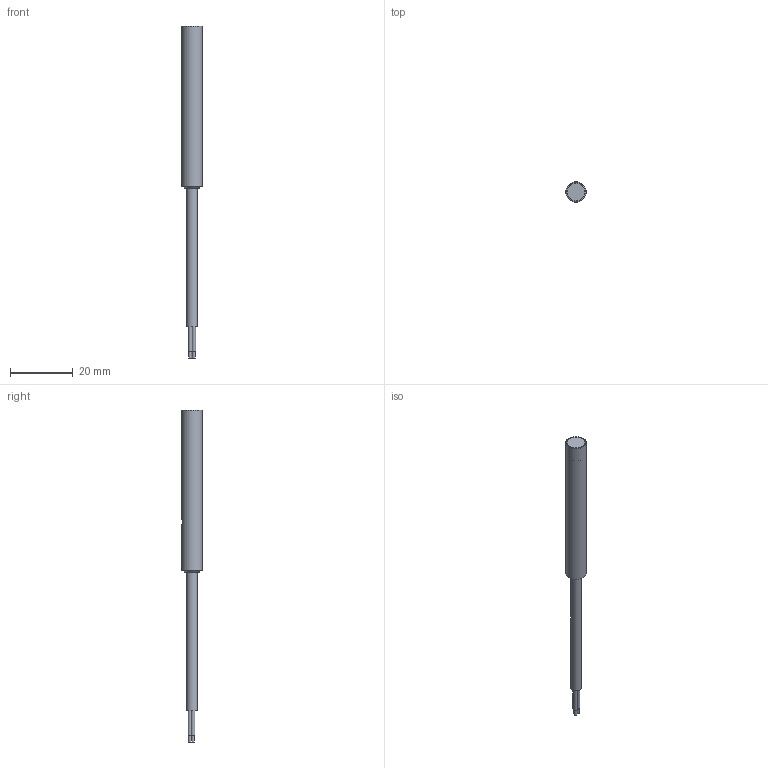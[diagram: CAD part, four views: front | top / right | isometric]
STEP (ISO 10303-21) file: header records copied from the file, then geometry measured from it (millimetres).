
FILE_DESCRIPTION(/* description */ (''),/* implementation_level */ '2;1');
FILE_NAME(/* name */ 'KDC 6.5 b Kabel.stp',/* time_stamp */ '2017-11-27T14:34:27+01:00',/* author */ ('lck'),/* organization */ ('di-soric GmbH & Co. KG'),/* preprocessor_version */ 'ST-DEVELOPER v17',/* originating_system */ 'Autodesk Inventor 2018',/* authorisation */ '');
FILE_SCHEMA (('AUTOMOTIVE_DESIGN { 1 0 10303 214 3 1 1 }'));
Length unit declared in the file: millimetre
Products named in the file (1): Bauteil2
Bounding box: 6.5 x 6.5 x 105.5 mm (x, y, z)
Volume: 775.6 mm3; surface area: 3714 mm2
Topology: 10 solids, 10 shells, 63 faces, 127 edges, 91 vertices
Faces by surface type: plane 33, cylinder 25, cone 4, torus 1
Full cylindrical faces by diameter (mm): 0.897 x3, 1.167 x9, 2 x1, 3.5 x1, 3.6 x1, 5.54 x1, 5.6 x2, 5.8 x1, 5.9 x1, 6.2 x2, 6.5 x1
Entity records: 1932 total; most frequent: CARTESIAN_POINT 360, DIRECTION 323, ORIENTED_EDGE 254, AXIS2_PLACEMENT_3D 141, EDGE_CURVE 127, VERTEX_POINT 91, EDGE_LOOP 82, CIRCLE 77
